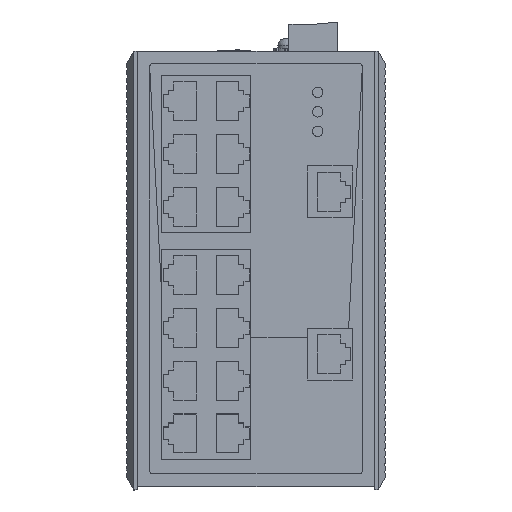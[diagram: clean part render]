
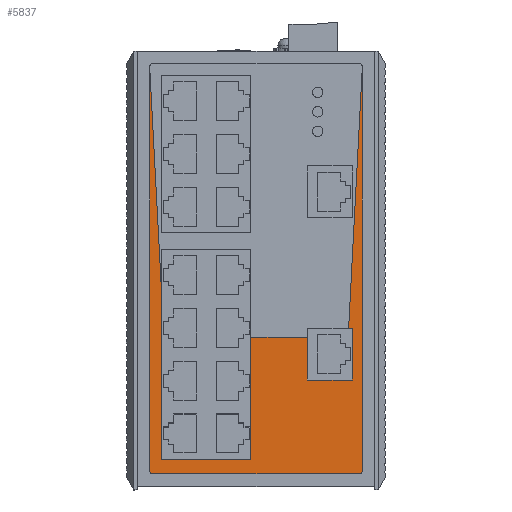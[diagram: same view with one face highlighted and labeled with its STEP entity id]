
A CAD part, top view. The second image highlights one B-rep face of the part: STEP entity #5837.
In plain terms, the highlighted planar face has unit normal (0, 0, 1).
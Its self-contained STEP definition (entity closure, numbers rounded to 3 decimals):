
#5768=AXIS2_PLACEMENT_3D('Plane Axis2P3D',#5765,#5766,#5767) ;
#2530=CARTESIAN_POINT('Line Origine',(62.802,33.7,113.2)) ;
#2534=CARTESIAN_POINT('Vertex',(55.877,33.7,113.2)) ;
#2536=CARTESIAN_POINT('Vertex',(69.727,33.7,113.2)) ;
#2562=CARTESIAN_POINT('Line Origine',(69.727,41.7,113.2)) ;
#2566=CARTESIAN_POINT('Vertex',(69.727,49.7,113.2)) ;
#2587=CARTESIAN_POINT('Line Origine',(24.702,9.23,113.2)) ;
#2591=CARTESIAN_POINT('Vertex',(10.977,9.23,113.2)) ;
#2593=CARTESIAN_POINT('Vertex',(38.427,9.23,113.2)) ;
#2818=CARTESIAN_POINT('Vertex',(68.558,49.7,113.2)) ;
#2835=CARTESIAN_POINT('Line Origine',(69.143,49.7,113.2)) ;
#2861=CARTESIAN_POINT('Vertex',(55.877,46.933,113.2)) ;
#2864=CARTESIAN_POINT('Line Origine',(55.877,40.317,113.2)) ;
#2888=CARTESIAN_POINT('Vertex',(38.427,46.933,113.2)) ;
#2893=CARTESIAN_POINT('Line Origine',(47.152,46.933,113.2)) ;
#2923=CARTESIAN_POINT('Line Origine',(38.427,28.082,113.2)) ;
#2974=CARTESIAN_POINT('Vertex',(10.977,59.6,113.2)) ;
#2977=CARTESIAN_POINT('Line Origine',(10.977,34.415,113.2)) ;
#5742=CARTESIAN_POINT('Vertex',(7.277,130.2,113.2)) ;
#5747=CARTESIAN_POINT('Line Origine',(9.127,94.9,113.2)) ;
#5765=CARTESIAN_POINT('Axis2P3D Location',(0.,0.5,113.2)) ;
#5771=CARTESIAN_POINT('Control Point',(7.277,5.8,113.2)) ;
#5772=CARTESIAN_POINT('Control Point',(7.277,36.9,113.2)) ;
#5773=CARTESIAN_POINT('Control Point',(7.277,68.,113.2)) ;
#5774=CARTESIAN_POINT('Control Point',(7.277,99.1,113.2)) ;
#5775=CARTESIAN_POINT('Control Point',(7.277,130.2,113.2)) ;
#5776=CARTESIAN_POINT('Vertex',(7.277,5.8,113.2)) ;
#5780=CARTESIAN_POINT('Control Point',(8.277,4.8,113.2)) ;
#5781=CARTESIAN_POINT('Control Point',(7.884,4.8,113.2)) ;
#5782=CARTESIAN_POINT('Control Point',(7.487,5.01,113.2)) ;
#5783=CARTESIAN_POINT('Control Point',(7.277,5.407,113.2)) ;
#5784=CARTESIAN_POINT('Control Point',(7.277,5.8,113.2)) ;
#5785=CARTESIAN_POINT('Vertex',(8.277,4.8,113.2)) ;
#5789=CARTESIAN_POINT('Control Point',(71.777,4.8,113.2)) ;
#5790=CARTESIAN_POINT('Control Point',(55.902,4.8,113.2)) ;
#5791=CARTESIAN_POINT('Control Point',(40.027,4.8,113.2)) ;
#5792=CARTESIAN_POINT('Control Point',(24.152,4.8,113.2)) ;
#5793=CARTESIAN_POINT('Control Point',(8.277,4.8,113.2)) ;
#5794=CARTESIAN_POINT('Vertex',(71.777,4.8,113.2)) ;
#5798=CARTESIAN_POINT('Control Point',(72.777,5.8,113.2)) ;
#5799=CARTESIAN_POINT('Control Point',(72.777,5.407,113.2)) ;
#5800=CARTESIAN_POINT('Control Point',(72.568,5.01,113.2)) ;
#5801=CARTESIAN_POINT('Control Point',(72.17,4.8,113.2)) ;
#5802=CARTESIAN_POINT('Control Point',(71.777,4.8,113.2)) ;
#5803=CARTESIAN_POINT('Vertex',(72.777,5.8,113.2)) ;
#5807=CARTESIAN_POINT('Control Point',(72.777,130.2,113.2)) ;
#5808=CARTESIAN_POINT('Control Point',(72.777,99.1,113.2)) ;
#5809=CARTESIAN_POINT('Control Point',(72.777,68.,113.2)) ;
#5810=CARTESIAN_POINT('Control Point',(72.777,36.9,113.2)) ;
#5811=CARTESIAN_POINT('Control Point',(72.777,5.8,113.2)) ;
#5812=CARTESIAN_POINT('Vertex',(72.777,130.2,113.2)) ;
#5815=CARTESIAN_POINT('Line Origine',(70.668,89.95,113.2)) ;
#2531=DIRECTION('Vector Direction',(1.,0.,0.)) ;
#2563=DIRECTION('Vector Direction',(0.,1.,0.)) ;
#2588=DIRECTION('Vector Direction',(1.,0.,0.)) ;
#2836=DIRECTION('Vector Direction',(-1.,0.,0.)) ;
#2865=DIRECTION('Vector Direction',(0.,-1.,0.)) ;
#2894=DIRECTION('Vector Direction',(1.,0.,0.)) ;
#2924=DIRECTION('Vector Direction',(0.,1.,0.)) ;
#2978=DIRECTION('Vector Direction',(0.,-1.,0.)) ;
#5748=DIRECTION('Vector Direction',(0.052,-0.999,0.)) ;
#5766=DIRECTION('Axis2P3D Direction',(0.,0.,1.)) ;
#5767=DIRECTION('Axis2P3D XDirection',(1.,0.,0.)) ;
#5816=DIRECTION('Vector Direction',(-0.052,-0.999,0.)) ;
#2532=VECTOR('Line Direction',#2531,1.) ;
#2564=VECTOR('Line Direction',#2563,1.) ;
#2589=VECTOR('Line Direction',#2588,1.) ;
#2837=VECTOR('Line Direction',#2836,1.) ;
#2866=VECTOR('Line Direction',#2865,1.) ;
#2895=VECTOR('Line Direction',#2894,1.) ;
#2925=VECTOR('Line Direction',#2924,1.) ;
#2979=VECTOR('Line Direction',#2978,1.) ;
#5749=VECTOR('Line Direction',#5748,1.) ;
#5817=VECTOR('Line Direction',#5816,1.) ;
#5821=ORIENTED_EDGE('',*,*,#2927,.F.) ;
#5822=ORIENTED_EDGE('',*,*,#2595,.F.) ;
#5823=ORIENTED_EDGE('',*,*,#2981,.F.) ;
#5824=ORIENTED_EDGE('',*,*,#5751,.F.) ;
#5825=ORIENTED_EDGE('',*,*,#5778,.T.) ;
#5826=ORIENTED_EDGE('',*,*,#5787,.T.) ;
#5827=ORIENTED_EDGE('',*,*,#5796,.T.) ;
#5828=ORIENTED_EDGE('',*,*,#5805,.T.) ;
#5829=ORIENTED_EDGE('',*,*,#5814,.T.) ;
#5830=ORIENTED_EDGE('',*,*,#5819,.F.) ;
#5831=ORIENTED_EDGE('',*,*,#2839,.F.) ;
#5832=ORIENTED_EDGE('',*,*,#2568,.F.) ;
#5833=ORIENTED_EDGE('',*,*,#2538,.F.) ;
#5834=ORIENTED_EDGE('',*,*,#2868,.F.) ;
#5835=ORIENTED_EDGE('',*,*,#2897,.F.) ;
#5837=ADVANCED_FACE('SWITCH',(#5836),#5769,.T.) ;
#5770=B_SPLINE_CURVE_WITH_KNOTS('',4,(#5771,#5772,#5773,#5774,#5775),.UNSPECIFIED.,.F.,.U.,(5,5),(0.,124.4),.UNSPECIFIED.) ;
#5779=B_SPLINE_CURVE_WITH_KNOTS('',4,(#5780,#5781,#5782,#5783,#5784),.UNSPECIFIED.,.F.,.U.,(5,5),(0.,1.685),.UNSPECIFIED.) ;
#5788=B_SPLINE_CURVE_WITH_KNOTS('',4,(#5789,#5790,#5791,#5792,#5793),.UNSPECIFIED.,.F.,.U.,(5,5),(0.,63.5),.UNSPECIFIED.) ;
#5797=B_SPLINE_CURVE_WITH_KNOTS('',4,(#5798,#5799,#5800,#5801,#5802),.UNSPECIFIED.,.F.,.U.,(5,5),(0.,1.685),.UNSPECIFIED.) ;
#5806=B_SPLINE_CURVE_WITH_KNOTS('',4,(#5807,#5808,#5809,#5810,#5811),.UNSPECIFIED.,.F.,.U.,(5,5),(0.,124.4),.UNSPECIFIED.) ;
#2538=EDGE_CURVE('',#2535,#2537,#2533,.T.) ;
#2568=EDGE_CURVE('',#2537,#2567,#2565,.T.) ;
#2595=EDGE_CURVE('',#2592,#2594,#2590,.T.) ;
#2839=EDGE_CURVE('',#2567,#2819,#2838,.T.) ;
#2868=EDGE_CURVE('',#2862,#2535,#2867,.T.) ;
#2897=EDGE_CURVE('',#2889,#2862,#2896,.T.) ;
#2927=EDGE_CURVE('',#2594,#2889,#2926,.T.) ;
#2981=EDGE_CURVE('',#2975,#2592,#2980,.T.) ;
#5751=EDGE_CURVE('',#5743,#2975,#5750,.T.) ;
#5778=EDGE_CURVE('',#5743,#5777,#5770,.F.) ;
#5787=EDGE_CURVE('',#5777,#5786,#5779,.F.) ;
#5796=EDGE_CURVE('',#5786,#5795,#5788,.F.) ;
#5805=EDGE_CURVE('',#5795,#5804,#5797,.F.) ;
#5814=EDGE_CURVE('',#5804,#5813,#5806,.F.) ;
#5819=EDGE_CURVE('',#2819,#5813,#5818,.F.) ;
#5820=EDGE_LOOP('',(#5821,#5822,#5823,#5824,#5825,#5826,#5827,#5828,#5829,#5830,#5831,#5832,#5833,#5834,#5835)) ;
#5836=FACE_OUTER_BOUND('',#5820,.T.) ;
#2533=LINE('Line',#2530,#2532) ;
#2565=LINE('Line',#2562,#2564) ;
#2590=LINE('Line',#2587,#2589) ;
#2838=LINE('Line',#2835,#2837) ;
#2867=LINE('Line',#2864,#2866) ;
#2896=LINE('Line',#2893,#2895) ;
#2926=LINE('Line',#2923,#2925) ;
#2980=LINE('Line',#2977,#2979) ;
#5750=LINE('Line',#5747,#5749) ;
#5818=LINE('Line',#5815,#5817) ;
#5769=PLANE('',#5768) ;
#2535=VERTEX_POINT('',#2534) ;
#2537=VERTEX_POINT('',#2536) ;
#2567=VERTEX_POINT('',#2566) ;
#2592=VERTEX_POINT('',#2591) ;
#2594=VERTEX_POINT('',#2593) ;
#2819=VERTEX_POINT('',#2818) ;
#2862=VERTEX_POINT('',#2861) ;
#2889=VERTEX_POINT('',#2888) ;
#2975=VERTEX_POINT('',#2974) ;
#5743=VERTEX_POINT('',#5742) ;
#5777=VERTEX_POINT('',#5776) ;
#5786=VERTEX_POINT('',#5785) ;
#5795=VERTEX_POINT('',#5794) ;
#5804=VERTEX_POINT('',#5803) ;
#5813=VERTEX_POINT('',#5812) ;
